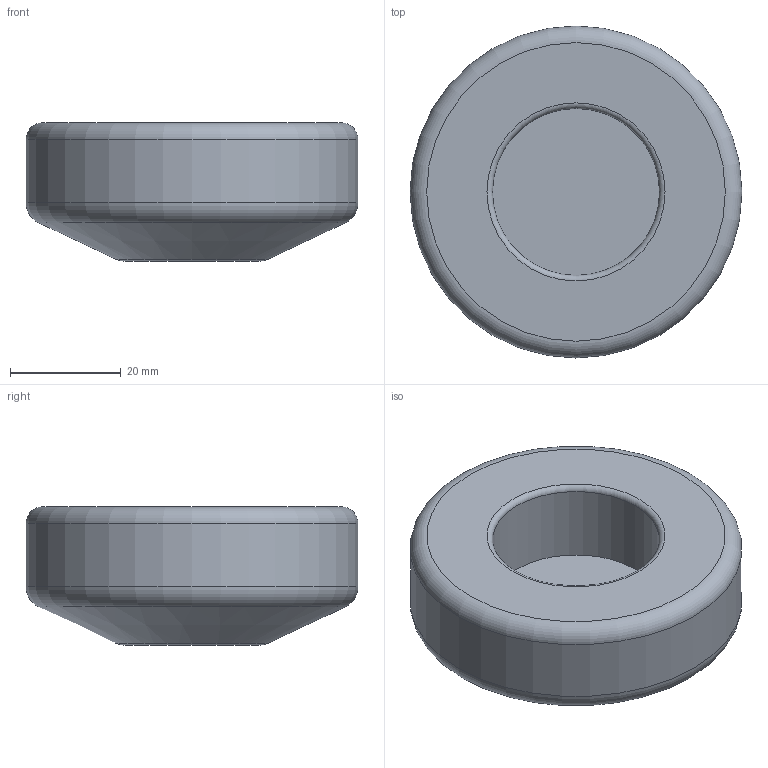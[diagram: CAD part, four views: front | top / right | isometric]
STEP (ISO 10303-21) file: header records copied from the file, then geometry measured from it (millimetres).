
FILE_DESCRIPTION(/* description */ (''),/* implementation_level */ '2;1');
FILE_NAME(/* name */ 'FOOT.step',/* time_stamp */ '2025-09-05T23:17:06+09:00',/* author */ (''),/* organization */ (''),/* preprocessor_version */ 'ST-DEVELOPER v20.1',/* originating_system */ 'Autodesk Translation Framework v14.10.0.0',/* authorisation */ '');
FILE_SCHEMA (('AUTOMOTIVE_DESIGN { 1 0 10303 214 3 1 1 }'));
Length unit declared in the file: millimetre
Products named in the file (1): 2025-09-05-23-17-06-628
Bounding box: 60 x 60 x 25 mm (x, y, z)
Volume: 48958.1 mm3; surface area: 10125.9 mm2
Topology: 1 solids, 1 shells, 10 faces, 21 edges, 14 vertices
Faces by surface type: torus 4, plane 3, cylinder 2, cone 1
Full cylindrical faces by diameter (mm): 30.2 x1, 60 x1
Entity records: 316 total; most frequent: DIRECTION 61, CARTESIAN_POINT 46, ORIENTED_EDGE 42, AXIS2_PLACEMENT_3D 29, EDGE_CURVE 21, CIRCLE 18, VERTEX_POINT 14, EDGE_LOOP 11
